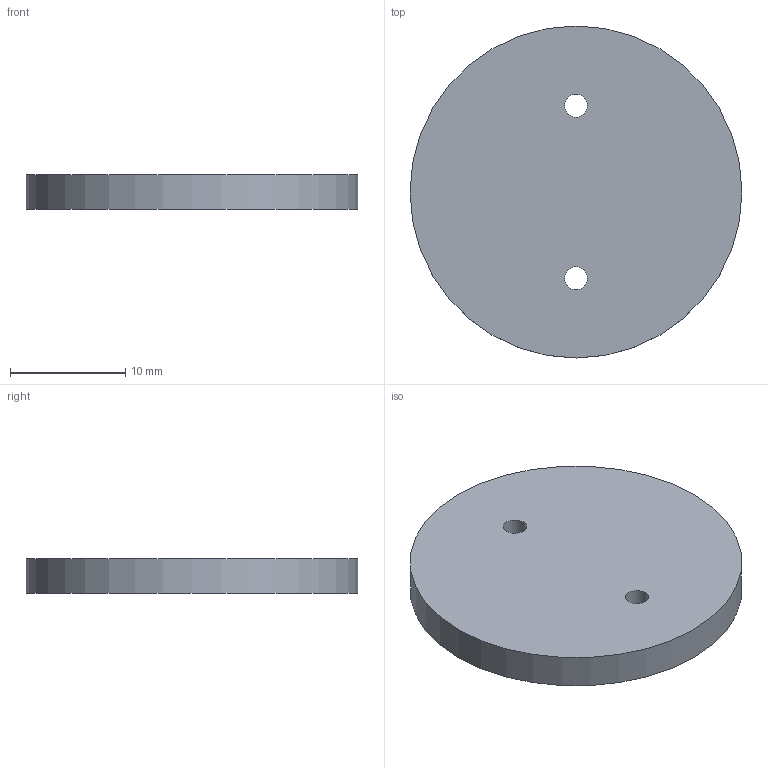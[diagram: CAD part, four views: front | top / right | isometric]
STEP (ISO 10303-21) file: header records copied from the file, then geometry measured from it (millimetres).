
FILE_DESCRIPTION(/* description */ (''),/* implementation_level */ '2;1');
FILE_NAME(/* name */ 'Aft Endcap Inner.stp',/* time_stamp */ '2015-09-22T15:52:46-07:00',/* author */ ('Evil Brian'),/* organization */ (''),/* preprocessor_version */ 'ST-DEVELOPER v16.1',/* originating_system */ 'Autodesk Inventor 2016',/* authorisation */ '');
FILE_SCHEMA (('AUTOMOTIVE_DESIGN { 1 0 10303 214 3 1 1 }'));
Length unit declared in the file: millimetre
Products named in the file (1): Aft Endcap Inner
Bounding box: 28.85 x 28.85 x 3 mm (x, y, z)
Volume: 1942.3 mm3; surface area: 1604.4 mm2
Topology: 1 solids, 1 shells, 5 faces, 9 edges, 6 vertices
Faces by surface type: cylinder 3, plane 2
Full cylindrical faces by diameter (mm): 2 x2, 28.85 x1
Entity records: 146 total; most frequent: DIRECTION 24, CARTESIAN_POINT 18, EDGE_LOOP 12, ORIENTED_EDGE 12, AXIS2_PLACEMENT_3D 12, FACE_BOUND 7, CIRCLE 6, VERTEX_POINT 6
